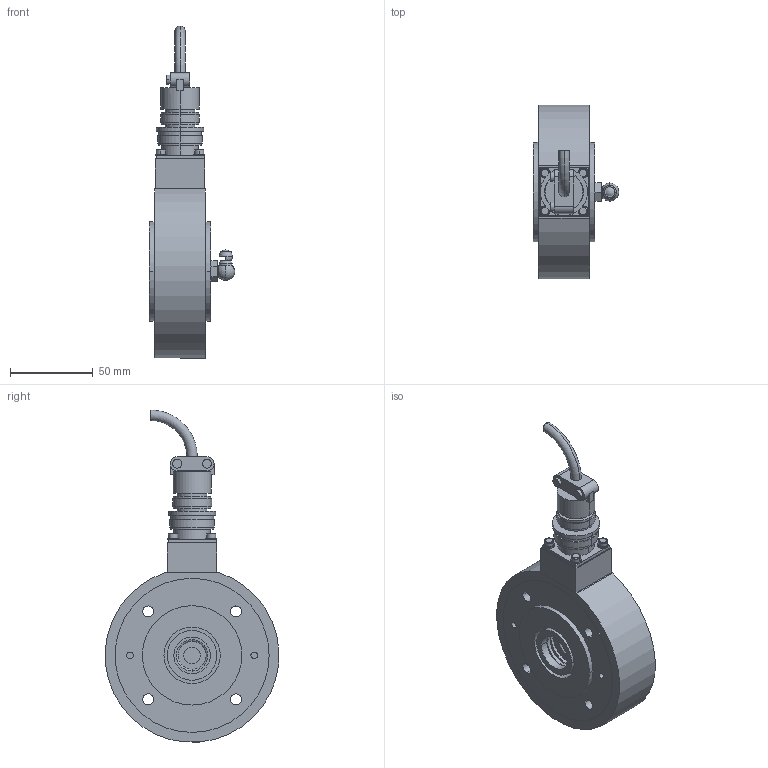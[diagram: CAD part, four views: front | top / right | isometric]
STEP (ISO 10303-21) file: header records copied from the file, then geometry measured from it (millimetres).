
FILE_DESCRIPTION((''),'2;1');
FILE_NAME('50018.stp','2007-09-21T11:17:21',(''),(''),'Mechanical Desktop 2007','Mechanical Desktop 2007',', , ');
FILE_SCHEMA(('CONFIG_CONTROL_DESIGN'));
Length unit declared in the file: millimetre
Products named in the file (26): L50018; L4795904; L47958A; L47958; L49601A; L49601; I-6KT_SCHRAUBE_M5X25_NKA; I-6KT_SCHRAUBE_M5X25_NK; L49026; TEIL1; I-6KT_SCHRAUBE_M3X25A; I-6KT_SCHRAUBE_M3X25; FEDERRING_M3; FEDERRING_M3A; V_RING_V22AA; V_RING_V22A; FLANSCHDOSE_14S-2P_4-POLIG; FLANSCHDOSE_14S-2P_4-POLIGA; PENDELKUGELLAGER_1203TV; PENDELKUGELLAGER_1203TVA; SICHERUNGSRING_J40; SICHERUNGSRING_J40A; SCHMIERNIPPEL_M10_A3; SCHMIERNIPPEL_M10_A3A; L4340302; TEIL1A
Assembly tree (33 placements, depth 3):
  L50018
    L4795904
    L47958A
      L47958
    L49601A
      L49601
    I-6KT_SCHRAUBE_M5X25_NKA  x2
      I-6KT_SCHRAUBE_M5X25_NK
    L49026
      TEIL1
    I-6KT_SCHRAUBE_M3X25A  x4
      I-6KT_SCHRAUBE_M3X25
    FEDERRING_M3  x4
      FEDERRING_M3A
    V_RING_V22AA
      V_RING_V22A
    FLANSCHDOSE_14S-2P_4-POLIG
      FLANSCHDOSE_14S-2P_4-POLIGA
    PENDELKUGELLAGER_1203TV
      PENDELKUGELLAGER_1203TVA
    SICHERUNGSRING_J40
      SICHERUNGSRING_J40A
    SCHMIERNIPPEL_M10_A3
      SCHMIERNIPPEL_M10_A3A
    L4340302  x2
      TEIL1A
Bounding box: 51.66 x 104.91 x 200.46 mm (x, y, z)
Volume: 288254.1 mm3; surface area: 104783.3 mm2
Topology: 21 solids, 21 shells, 409 faces, 979 edges, 647 vertices
Faces by surface type: cylinder 231, plane 124, cone 24, torus 22, bspline 4, sphere 4
Entity records: 10816 total; most frequent: CARTESIAN_POINT 2189, DIRECTION 1926, ORIENTED_EDGE 1550, AXIS2_PLACEMENT_3D 817, EDGE_CURVE 775, VERTEX_POINT 519, CIRCLE 465, EDGE_LOOP 452
